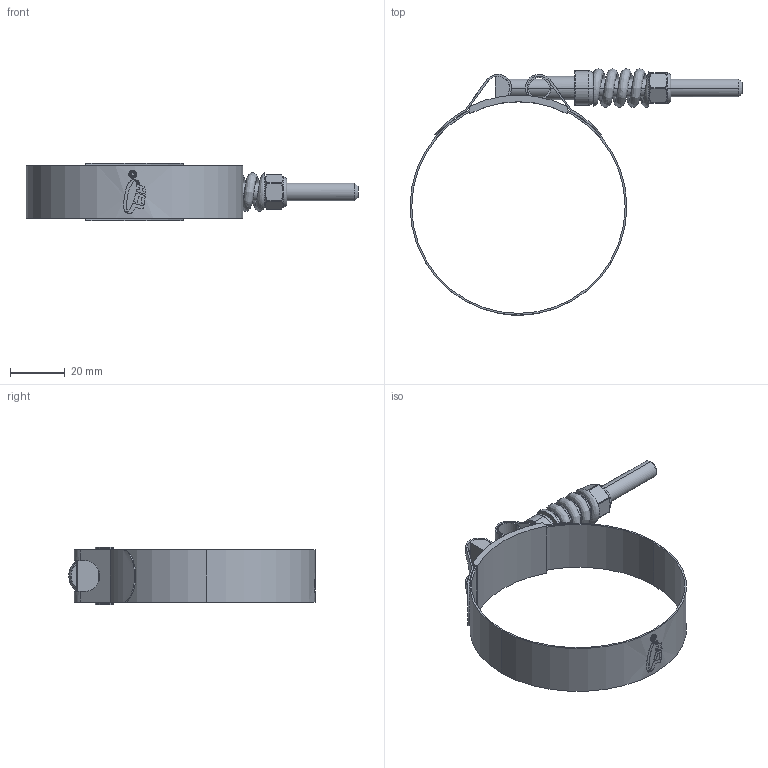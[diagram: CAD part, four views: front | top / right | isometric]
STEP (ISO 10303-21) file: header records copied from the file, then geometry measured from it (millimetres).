
FILE_DESCRIPTION (( 'STEP AP214' ), '1' );
FILE_NAME ('TRI-30030-TBSL-275.step', '2025-11-04T15:55:11', ( '' ), ( '' ), 'SwSTEP 2.0', 'SolidWorks 2025', '' );
FILE_SCHEMA (( 'AUTOMOTIVE_DESIGN' ));
Length unit declared in the file: millimetre
Products named in the file (1): TRI-30030-TBSL-275
Bounding box: 120.89 x 89.72 x 21.1 mm (x, y, z)
Volume: 10642 mm3; surface area: 20305.2 mm2
Topology: 7 solids, 7 shells, 336 faces, 877 edges, 538 vertices
Faces by surface type: cylinder 126, bspline 122, plane 48, torus 23, cone 17
Entity records: 16618 total; most frequent: CARTESIAN_POINT 9532, ORIENTED_EDGE 1706, DIRECTION 1094, EDGE_CURVE 853, VERTEX_POINT 538, AXIS2_PLACEMENT_3D 423, EDGE_LOOP 357, B_SPLINE_CURVE_WITH_KNOTS 350
